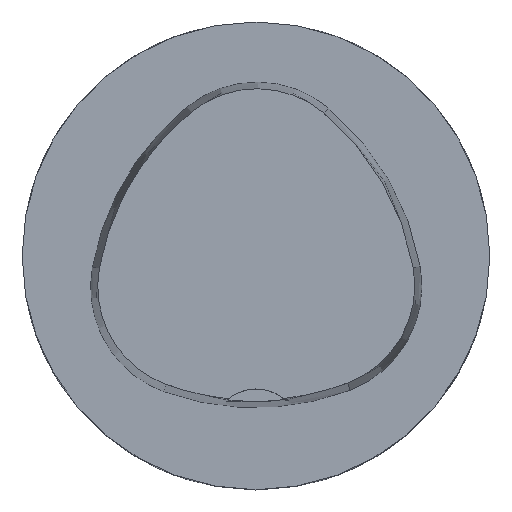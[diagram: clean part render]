
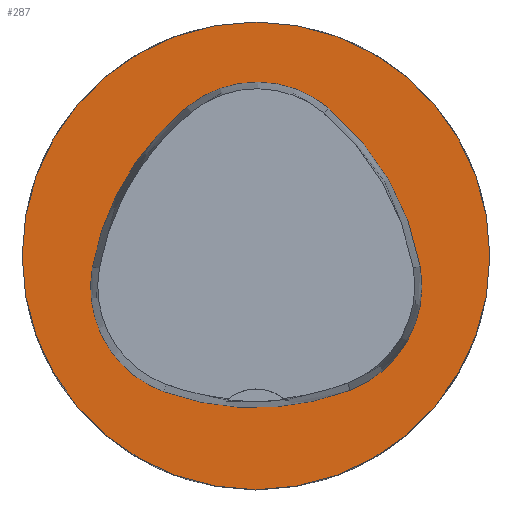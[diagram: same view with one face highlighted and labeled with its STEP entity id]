
A CAD part, top view. The second image highlights one B-rep face of the part: STEP entity #287.
In plain terms, the highlighted planar face has unit normal (0, 0, 1).
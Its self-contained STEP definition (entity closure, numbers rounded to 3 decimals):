
#218=PLANE('',#1248);
#287=ADVANCED_FACE('',(#418,#419),#218,.T.);
#418=FACE_BOUND('',#489,.T.);
#419=FACE_BOUND('',#490,.T.);
#489=EDGE_LOOP('',(#608,#609,#610,#611,#612,#613));
#490=EDGE_LOOP('',(#614));
#608=ORIENTED_EDGE('',*,*,#780,.T.);
#609=ORIENTED_EDGE('',*,*,#760,.T.);
#610=ORIENTED_EDGE('',*,*,#764,.T.);
#611=ORIENTED_EDGE('',*,*,#767,.T.);
#612=ORIENTED_EDGE('',*,*,#770,.T.);
#613=ORIENTED_EDGE('',*,*,#778,.T.);
#614=ORIENTED_EDGE('',*,*,#727,.F.);
#662=VERTEX_POINT('',#1663);
#695=VERTEX_POINT('',#1755);
#696=VERTEX_POINT('',#1756);
#699=VERTEX_POINT('',#1764);
#701=VERTEX_POINT('',#1770);
#703=VERTEX_POINT('',#1776);
#710=VERTEX_POINT('',#1797);
#727=EDGE_CURVE('',#662,#662,#793,.T.);
#760=EDGE_CURVE('',#695,#696,#818,.T.);
#764=EDGE_CURVE('',#696,#699,#820,.T.);
#767=EDGE_CURVE('',#699,#701,#822,.T.);
#770=EDGE_CURVE('',#701,#703,#824,.T.);
#778=EDGE_CURVE('',#703,#710,#828,.T.);
#780=EDGE_CURVE('',#710,#695,#830,.T.);
#793=CIRCLE('',#1171,31.5);
#818=CIRCLE('',#1226,36.);
#820=CIRCLE('',#1229,15.);
#822=CIRCLE('',#1232,36.);
#824=CIRCLE('',#1235,15.);
#828=CIRCLE('',#1240,36.);
#830=CIRCLE('',#1243,15.);
#1171=AXIS2_PLACEMENT_3D('',#1662,#1353,#1354);
#1226=AXIS2_PLACEMENT_3D('',#1754,#1467,#1468);
#1229=AXIS2_PLACEMENT_3D('',#1763,#1475,#1476);
#1232=AXIS2_PLACEMENT_3D('',#1769,#1482,#1483);
#1235=AXIS2_PLACEMENT_3D('',#1775,#1489,#1490);
#1240=AXIS2_PLACEMENT_3D('',#1798,#1501,#1502);
#1243=AXIS2_PLACEMENT_3D('',#1801,#1507,#1508);
#1248=AXIS2_PLACEMENT_3D('',#1806,#1517,#1518);
#1353=DIRECTION('',(0.,0.,-1.));
#1354=DIRECTION('',(-1.,0.,0.));
#1467=DIRECTION('',(0.,0.,-1.));
#1468=DIRECTION('',(-1.,0.,0.));
#1475=DIRECTION('',(0.,0.,-1.));
#1476=DIRECTION('',(-1.,0.,0.));
#1482=DIRECTION('',(0.,0.,-1.));
#1483=DIRECTION('',(-1.,0.,0.));
#1489=DIRECTION('',(0.,0.,-1.));
#1490=DIRECTION('',(-1.,0.,0.));
#1501=DIRECTION('',(0.,0.,-1.));
#1502=DIRECTION('',(-1.,0.,0.));
#1507=DIRECTION('',(0.,0.,-1.));
#1508=DIRECTION('',(-1.,0.,0.));
#1517=DIRECTION('',(0.,0.,1.));
#1518=DIRECTION('',(1.,0.,0.));
#1662=CARTESIAN_POINT('',(0.,0.,0.));
#1663=CARTESIAN_POINT('',(-31.5,0.,0.));
#1754=CARTESIAN_POINT('',(13.398,-7.893,0.));
#1755=CARTESIAN_POINT('',(-22.041,-1.562,0.));
#1756=CARTESIAN_POINT('',(-9.317,20.036,0.));
#1763=CARTESIAN_POINT('',(0.148,8.399,0.));
#1764=CARTESIAN_POINT('',(9.779,19.898,0.));
#1769=CARTESIAN_POINT('',(-13.337,-7.7,0.));
#1770=CARTESIAN_POINT('',(22.122,-1.48,0.));
#1775=CARTESIAN_POINT('',(7.347,-4.071,0.));
#1776=CARTESIAN_POINT('',(12.693,-18.087,0.));
#1797=CARTESIAN_POINT('',(-12.373,-18.307,0.));
#1798=CARTESIAN_POINT('',(-0.137,15.55,0.));
#1801=CARTESIAN_POINT('',(-7.275,-4.2,0.));
#1806=CARTESIAN_POINT('',(0.,0.,0.));
